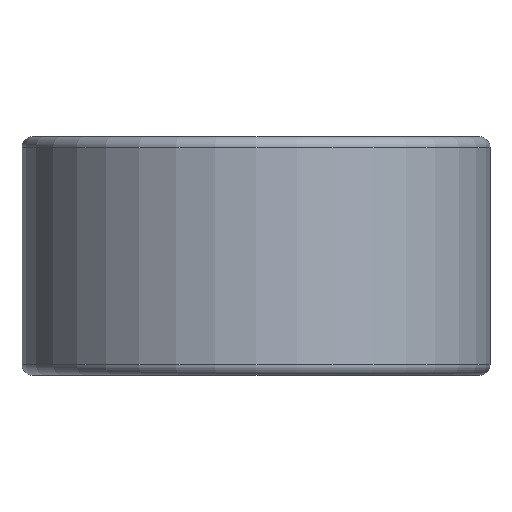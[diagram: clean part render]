
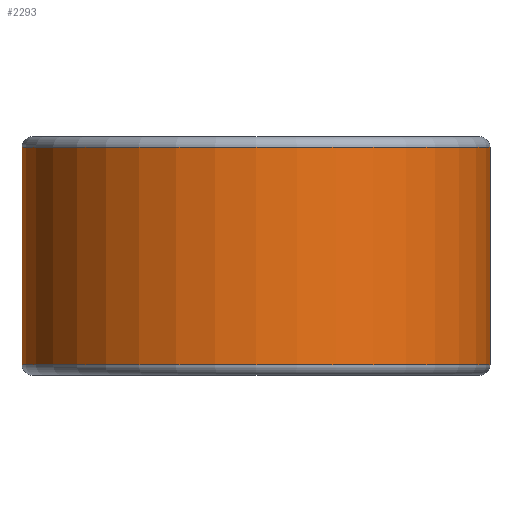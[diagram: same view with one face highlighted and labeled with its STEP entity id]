
A CAD part, front view. The second image highlights one B-rep face of the part: STEP entity #2293.
In plain terms, the highlighted cylindrical face has radius 17.056 mm (diameter 34.112 mm), a partial arc.
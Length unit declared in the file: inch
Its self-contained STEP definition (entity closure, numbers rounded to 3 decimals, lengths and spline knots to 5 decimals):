
#67 = DIRECTION ( 'NONE',  ( 0., 0., 1. ) ) ;
#169 = CARTESIAN_POINT ( 'NONE',  ( 0.5935, -1.656, 0. ) ) ;
#201 = EDGE_CURVE ( 'NONE', #1175, #676, #1305, .T. ) ;
#330 = DIRECTION ( 'NONE',  ( 0., 0., 1. ) ) ;
#385 = DIRECTION ( 'NONE',  ( 0., 0., 1. ) ) ;
#489 = VERTEX_POINT ( 'NONE', #917 ) ;
#534 = CARTESIAN_POINT ( 'NONE',  ( 1.265, -1.656, -0.3125 ) ) ;
#676 = VERTEX_POINT ( 'NONE', #2634 ) ;
#686 = AXIS2_PLACEMENT_3D ( 'NONE', #1593, #330, #1817 ) ;
#705 = ORIENTED_EDGE ( 'NONE', *, *, #2497, .F. ) ;
#854 = EDGE_LOOP ( 'NONE', ( #972, #1826, #705, #2569 ) ) ;
#917 = CARTESIAN_POINT ( 'NONE',  ( 1.265, -1.656, 0.3125 ) ) ;
#972 = ORIENTED_EDGE ( 'NONE', *, *, #2138, .T. ) ;
#1175 = VERTEX_POINT ( 'NONE', #2280 ) ;
#1198 = VECTOR ( 'NONE', #2660, 39.37008 ) ;
#1305 = LINE ( 'NONE', #2446, #1441 ) ;
#1338 = CARTESIAN_POINT ( 'NONE',  ( 0.5935, -1.656, 0.3125 ) ) ;
#1441 = VECTOR ( 'NONE', #2002, 39.37008 ) ;
#1547 = DIRECTION ( 'NONE',  ( 1., 0., 0. ) ) ;
#1593 = CARTESIAN_POINT ( 'NONE',  ( 0.5935, -1.656, -0.3125 ) ) ;
#1655 = DIRECTION ( 'NONE',  ( 1., 0., 0. ) ) ;
#1667 = EDGE_CURVE ( 'NONE', #2135, #489, #1764, .T. ) ;
#1757 = AXIS2_PLACEMENT_3D ( 'NONE', #169, #385, #1655 ) ;
#1764 = LINE ( 'NONE', #2654, #1198 ) ;
#1817 = DIRECTION ( 'NONE',  ( 1., 0., 0. ) ) ;
#1826 = ORIENTED_EDGE ( 'NONE', *, *, #1667, .T. ) ;
#1857 = AXIS2_PLACEMENT_3D ( 'NONE', #1338, #67, #1547 ) ;
#1896 = FACE_OUTER_BOUND ( 'NONE', #854, .T. ) ;
#2002 = DIRECTION ( 'NONE',  ( 0., 0., -1. ) ) ;
#2111 = CYLINDRICAL_SURFACE ( 'NONE', #1757, 0.6715 ) ;
#2125 = CIRCLE ( 'NONE', #686, 0.6715 ) ;
#2135 = VERTEX_POINT ( 'NONE', #534 ) ;
#2138 = EDGE_CURVE ( 'NONE', #676, #2135, #2125, .T. ) ;
#2280 = CARTESIAN_POINT ( 'NONE',  ( -0.078, -1.656, 0.3125 ) ) ;
#2293 = ADVANCED_FACE ( 'NONE', ( #1896 ), #2111, .T. ) ;
#2417 = CIRCLE ( 'NONE', #1857, 0.6715 ) ;
#2446 = CARTESIAN_POINT ( 'NONE',  ( -0.078, -1.656, 0.3125 ) ) ;
#2497 = EDGE_CURVE ( 'NONE', #1175, #489, #2417, .T. ) ;
#2569 = ORIENTED_EDGE ( 'NONE', *, *, #201, .T. ) ;
#2634 = CARTESIAN_POINT ( 'NONE',  ( -0.078, -1.656, -0.3125 ) ) ;
#2654 = CARTESIAN_POINT ( 'NONE',  ( 1.265, -1.656, 0. ) ) ;
#2660 = DIRECTION ( 'NONE',  ( 0., 0., 1. ) ) ;
